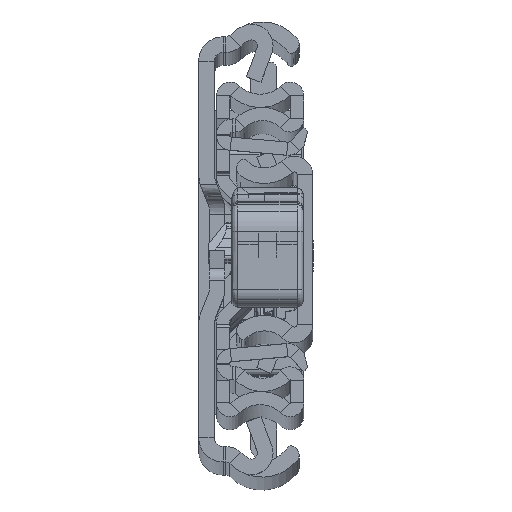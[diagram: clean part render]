
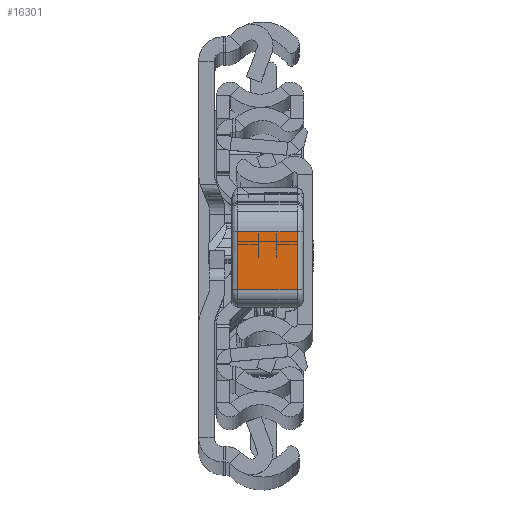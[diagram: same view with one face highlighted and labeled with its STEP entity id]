
A CAD part, top view. The second image highlights one B-rep face of the part: STEP entity #16301.
In plain terms, the highlighted face is planar.
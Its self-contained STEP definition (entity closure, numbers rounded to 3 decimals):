
#407 = LINE ( 'NONE', #32941, #23390 ) ;
#887 = DIRECTION ( 'NONE',  ( 0., 0., 1. ) ) ;
#1061 = LINE ( 'NONE', #9894, #32700 ) ;
#1951 = ORIENTED_EDGE ( 'NONE', *, *, #31216, .T. ) ;
#2127 = VERTEX_POINT ( 'NONE', #9676 ) ;
#2639 = FACE_OUTER_BOUND ( 'NONE', #30055, .T. ) ;
#2823 = EDGE_CURVE ( 'NONE', #4333, #24944, #13928, .T. ) ;
#4333 = VERTEX_POINT ( 'NONE', #7219 ) ;
#4981 = DIRECTION ( 'NONE',  ( -0.027, -1., 0. ) ) ;
#5103 = DIRECTION ( 'NONE',  ( 0., 0., -1. ) ) ;
#5881 = ORIENTED_EDGE ( 'NONE', *, *, #2823, .T. ) ;
#7219 = CARTESIAN_POINT ( 'NONE',  ( 39.818, -2.465, 10. ) ) ;
#8768 = VERTEX_POINT ( 'NONE', #10094 ) ;
#9676 = CARTESIAN_POINT ( 'NONE',  ( 39.818, -2.465, 0. ) ) ;
#9894 = CARTESIAN_POINT ( 'NONE',  ( 39.818, -2.465, 11. ) ) ;
#10094 = CARTESIAN_POINT ( 'NONE',  ( 39.55, -12.274, 0. ) ) ;
#11183 = ORIENTED_EDGE ( 'NONE', *, *, #33228, .T. ) ;
#11228 = CARTESIAN_POINT ( 'NONE',  ( 39.55, -12.274, 10. ) ) ;
#13803 = DIRECTION ( 'NONE',  ( -1., 0.027, 0. ) ) ;
#13928 = LINE ( 'NONE', #11228, #24532 ) ;
#16288 = DIRECTION ( 'NONE',  ( 0.027, 1., 0. ) ) ;
#16301 = ADVANCED_FACE ( 'NONE', ( #2639 ), #35670, .F. ) ;
#19475 = EDGE_CURVE ( 'NONE', #8768, #2127, #22072, .T. ) ;
#22072 = LINE ( 'NONE', #32944, #34697 ) ;
#23390 = VECTOR ( 'NONE', #5103, 1000. ) ;
#24160 = AXIS2_PLACEMENT_3D ( 'NONE', #29712, #13803, #4981 ) ;
#24532 = VECTOR ( 'NONE', #27308, 1000. ) ;
#24944 = VERTEX_POINT ( 'NONE', #30051 ) ;
#24974 = ORIENTED_EDGE ( 'NONE', *, *, #19475, .T. ) ;
#27308 = DIRECTION ( 'NONE',  ( -0.027, -1., 0. ) ) ;
#29712 = CARTESIAN_POINT ( 'NONE',  ( 39.55, -12.274, 11. ) ) ;
#30051 = CARTESIAN_POINT ( 'NONE',  ( 39.55, -12.274, 10. ) ) ;
#30055 = EDGE_LOOP ( 'NONE', ( #1951, #24974, #11183, #5881 ) ) ;
#31216 = EDGE_CURVE ( 'NONE', #24944, #8768, #407, .T. ) ;
#32700 = VECTOR ( 'NONE', #887, 1000. ) ;
#32941 = CARTESIAN_POINT ( 'NONE',  ( 39.55, -12.274, 11. ) ) ;
#32944 = CARTESIAN_POINT ( 'NONE',  ( 39.55, -12.274, 0. ) ) ;
#33228 = EDGE_CURVE ( 'NONE', #2127, #4333, #1061, .T. ) ;
#34697 = VECTOR ( 'NONE', #16288, 1000. ) ;
#35670 = PLANE ( 'NONE',  #24160 ) ;
